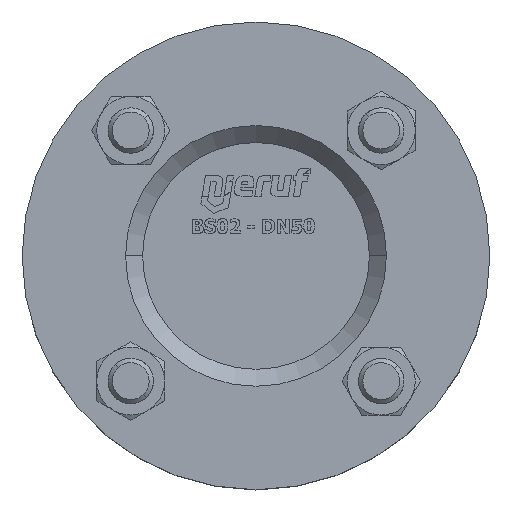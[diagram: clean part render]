
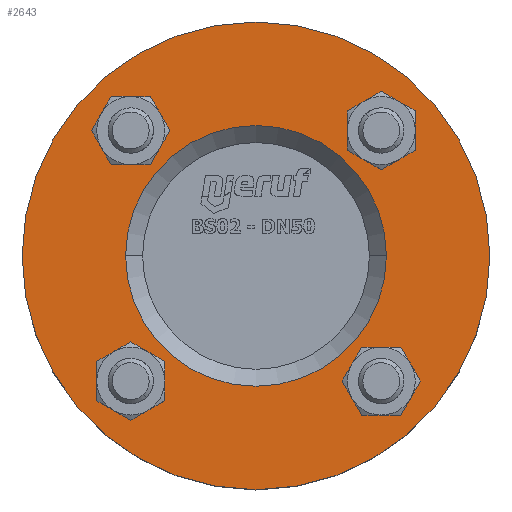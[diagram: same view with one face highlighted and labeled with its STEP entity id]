
A CAD part, top view. The second image highlights one B-rep face of the part: STEP entity #2643.
In plain terms, the highlighted planar face has unit normal (0, 0, 1).
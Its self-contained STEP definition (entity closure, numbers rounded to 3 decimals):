
#121 = EDGE_CURVE ( 'NONE', #6452, #2054, #9598, .T. ) ;
#130 = AXIS2_PLACEMENT_3D ( 'NONE', #4323, #9032, #11714 ) ;
#280 = FACE_BOUND ( 'NONE', #4186, .T. ) ;
#463 = DIRECTION ( 'NONE',  ( -1., 0., 0. ) ) ;
#553 = CARTESIAN_POINT ( 'NONE',  ( 44.194, 44.194, 16. ) ) ;
#781 = CARTESIAN_POINT ( 'NONE',  ( 52.694, -44.194, 16. ) ) ;
#897 = AXIS2_PLACEMENT_3D ( 'NONE', #10280, #3269, #2112 ) ;
#988 = AXIS2_PLACEMENT_3D ( 'NONE', #553, #10098, #14788 ) ;
#1053 = EDGE_CURVE ( 'NONE', #3877, #5102, #6490, .T. ) ;
#1347 = FACE_BOUND ( 'NONE', #12186, .T. ) ;
#1382 = CIRCLE ( 'NONE', #897, 8.5 ) ;
#1492 = AXIS2_PLACEMENT_3D ( 'NONE', #12373, #4424, #11391 ) ;
#1504 = CARTESIAN_POINT ( 'NONE',  ( 0., 0., 16. ) ) ;
#1539 = DIRECTION ( 'NONE',  ( 0., 0., -1. ) ) ;
#1611 = CARTESIAN_POINT ( 'NONE',  ( 0., 0., 16. ) ) ;
#1642 = CARTESIAN_POINT ( 'NONE',  ( -35.694, -44.194, 16. ) ) ;
#1687 = CIRCLE ( 'NONE', #14202, 46. ) ;
#2054 = VERTEX_POINT ( 'NONE', #14102 ) ;
#2112 = DIRECTION ( 'NONE',  ( 1., 0., 0. ) ) ;
#2147 = CIRCLE ( 'NONE', #12717, 8.5 ) ;
#2220 = CIRCLE ( 'NONE', #8113, 8.5 ) ;
#2632 = AXIS2_PLACEMENT_3D ( 'NONE', #1611, #1539, #463 ) ;
#2643 = ADVANCED_FACE ( 'NONE', ( #280, #5021, #6099, #1347, #2650, #13039 ), #4946, .T. ) ;
#2650 = FACE_BOUND ( 'NONE', #8594, .T. ) ;
#3034 = AXIS2_PLACEMENT_3D ( 'NONE', #5138, #9860, #7375 ) ;
#3036 = VERTEX_POINT ( 'NONE', #1642 ) ;
#3135 = EDGE_CURVE ( 'NONE', #11795, #9565, #14123, .T. ) ;
#3268 = EDGE_CURVE ( 'NONE', #5102, #3877, #9348, .T. ) ;
#3269 = DIRECTION ( 'NONE',  ( 0., 0., 1. ) ) ;
#3376 = ORIENTED_EDGE ( 'NONE', *, *, #6972, .F. ) ;
#3428 = VERTEX_POINT ( 'NONE', #781 ) ;
#3479 = EDGE_CURVE ( 'NONE', #9565, #11795, #2220, .T. ) ;
#3877 = VERTEX_POINT ( 'NONE', #13962 ) ;
#4186 = EDGE_LOOP ( 'NONE', ( #10622, #4269 ) ) ;
#4269 = ORIENTED_EDGE ( 'NONE', *, *, #9846, .F. ) ;
#4323 = CARTESIAN_POINT ( 'NONE',  ( -44.194, 44.194, 16. ) ) ;
#4393 = DIRECTION ( 'NONE',  ( 0., 0., -1. ) ) ;
#4424 = DIRECTION ( 'NONE',  ( 0., 0., 1. ) ) ;
#4675 = ORIENTED_EDGE ( 'NONE', *, *, #13875, .F. ) ;
#4714 = DIRECTION ( 'NONE',  ( 1., 0., 0. ) ) ;
#4745 = CARTESIAN_POINT ( 'NONE',  ( -35.694, 44.194, 16. ) ) ;
#4862 = DIRECTION ( 'NONE',  ( 1., 0., 0. ) ) ;
#4946 = PLANE ( 'NONE',  #12672 ) ;
#4962 = ORIENTED_EDGE ( 'NONE', *, *, #3135, .F. ) ;
#5021 = FACE_BOUND ( 'NONE', #10424, .T. ) ;
#5102 = VERTEX_POINT ( 'NONE', #14988 ) ;
#5138 = CARTESIAN_POINT ( 'NONE',  ( 44.194, 44.194, 16. ) ) ;
#5834 = CARTESIAN_POINT ( 'NONE',  ( 0., 0., 16. ) ) ;
#6024 = DIRECTION ( 'NONE',  ( 0., 0., 1. ) ) ;
#6099 = FACE_BOUND ( 'NONE', #8955, .T. ) ;
#6332 = ORIENTED_EDGE ( 'NONE', *, *, #12883, .F. ) ;
#6336 = VERTEX_POINT ( 'NONE', #9982 ) ;
#6431 = ORIENTED_EDGE ( 'NONE', *, *, #1053, .F. ) ;
#6452 = VERTEX_POINT ( 'NONE', #9422 ) ;
#6490 = CIRCLE ( 'NONE', #3034, 8.5 ) ;
#6570 = CARTESIAN_POINT ( 'NONE',  ( 82.5, 0., 16. ) ) ;
#6972 = EDGE_CURVE ( 'NONE', #6336, #14187, #12229, .T. ) ;
#7016 = CIRCLE ( 'NONE', #15144, 8.5 ) ;
#7126 = AXIS2_PLACEMENT_3D ( 'NONE', #10731, #13164, #13243 ) ;
#7375 = DIRECTION ( 'NONE',  ( 1., 0., 0. ) ) ;
#7505 = CARTESIAN_POINT ( 'NONE',  ( 44.194, -44.194, 16. ) ) ;
#8033 = ORIENTED_EDGE ( 'NONE', *, *, #121, .T. ) ;
#8113 = AXIS2_PLACEMENT_3D ( 'NONE', #9016, #11554, #4714 ) ;
#8360 = VERTEX_POINT ( 'NONE', #12447 ) ;
#8433 = DIRECTION ( 'NONE',  ( 1., 0., 0. ) ) ;
#8443 = EDGE_LOOP ( 'NONE', ( #3376, #9015 ) ) ;
#8496 = CARTESIAN_POINT ( 'NONE',  ( -52.694, 44.194, 16. ) ) ;
#8594 = EDGE_LOOP ( 'NONE', ( #14759, #8033 ) ) ;
#8787 = CARTESIAN_POINT ( 'NONE',  ( -52.694, -44.194, 16. ) ) ;
#8955 = EDGE_LOOP ( 'NONE', ( #6431, #9584 ) ) ;
#9015 = ORIENTED_EDGE ( 'NONE', *, *, #14376, .F. ) ;
#9016 = CARTESIAN_POINT ( 'NONE',  ( -44.194, 44.194, 16. ) ) ;
#9032 = DIRECTION ( 'NONE',  ( 0., 0., 1. ) ) ;
#9116 = DIRECTION ( 'NONE',  ( 1., 0., 0. ) ) ;
#9120 = ORIENTED_EDGE ( 'NONE', *, *, #3479, .F. ) ;
#9331 = DIRECTION ( 'NONE',  ( 0., 0., 1. ) ) ;
#9348 = CIRCLE ( 'NONE', #988, 8.5 ) ;
#9422 = CARTESIAN_POINT ( 'NONE',  ( -46., 0., 16. ) ) ;
#9565 = VERTEX_POINT ( 'NONE', #8496 ) ;
#9584 = ORIENTED_EDGE ( 'NONE', *, *, #3268, .F. ) ;
#9598 = CIRCLE ( 'NONE', #10583, 46. ) ;
#9846 = EDGE_CURVE ( 'NONE', #9977, #3036, #1382, .T. ) ;
#9860 = DIRECTION ( 'NONE',  ( 0., 0., 1. ) ) ;
#9977 = VERTEX_POINT ( 'NONE', #8787 ) ;
#9982 = CARTESIAN_POINT ( 'NONE',  ( -82.5, 0., 16. ) ) ;
#10098 = DIRECTION ( 'NONE',  ( 0., 0., 1. ) ) ;
#10280 = CARTESIAN_POINT ( 'NONE',  ( -44.194, -44.194, 16. ) ) ;
#10424 = EDGE_LOOP ( 'NONE', ( #6332, #4675 ) ) ;
#10565 = DIRECTION ( 'NONE',  ( -1., 0., 0. ) ) ;
#10583 = AXIS2_PLACEMENT_3D ( 'NONE', #5834, #4393, #10565 ) ;
#10622 = ORIENTED_EDGE ( 'NONE', *, *, #11363, .F. ) ;
#10731 = CARTESIAN_POINT ( 'NONE',  ( 0., 0., 16. ) ) ;
#10900 = DIRECTION ( 'NONE',  ( -1., 0., 0. ) ) ;
#11363 = EDGE_CURVE ( 'NONE', #3036, #9977, #2147, .T. ) ;
#11391 = DIRECTION ( 'NONE',  ( 1., 0., 0. ) ) ;
#11506 = CARTESIAN_POINT ( 'NONE',  ( -44.194, -44.194, 16. ) ) ;
#11554 = DIRECTION ( 'NONE',  ( 0., 0., 1. ) ) ;
#11714 = DIRECTION ( 'NONE',  ( 1., 0., 0. ) ) ;
#11795 = VERTEX_POINT ( 'NONE', #4745 ) ;
#11910 = CARTESIAN_POINT ( 'NONE',  ( 0., 46., 16. ) ) ;
#12186 = EDGE_LOOP ( 'NONE', ( #4962, #9120 ) ) ;
#12212 = DIRECTION ( 'NONE',  ( 0., 0., 1. ) ) ;
#12229 = CIRCLE ( 'NONE', #2632, 82.5 ) ;
#12373 = CARTESIAN_POINT ( 'NONE',  ( 44.194, -44.194, 16. ) ) ;
#12447 = CARTESIAN_POINT ( 'NONE',  ( 35.694, -44.194, 16. ) ) ;
#12475 = EDGE_CURVE ( 'NONE', #2054, #6452, #1687, .T. ) ;
#12672 = AXIS2_PLACEMENT_3D ( 'NONE', #11910, #6024, #4862 ) ;
#12717 = AXIS2_PLACEMENT_3D ( 'NONE', #11506, #9331, #9116 ) ;
#12883 = EDGE_CURVE ( 'NONE', #3428, #8360, #7016, .T. ) ;
#13039 = FACE_OUTER_BOUND ( 'NONE', #8443, .T. ) ;
#13164 = DIRECTION ( 'NONE',  ( 0., 0., -1. ) ) ;
#13243 = DIRECTION ( 'NONE',  ( -1., 0., 0. ) ) ;
#13261 = DIRECTION ( 'NONE',  ( 0., 0., -1. ) ) ;
#13782 = CIRCLE ( 'NONE', #7126, 82.5 ) ;
#13875 = EDGE_CURVE ( 'NONE', #8360, #3428, #14798, .T. ) ;
#13962 = CARTESIAN_POINT ( 'NONE',  ( 52.694, 44.194, 16. ) ) ;
#14102 = CARTESIAN_POINT ( 'NONE',  ( 46., 0., 16. ) ) ;
#14123 = CIRCLE ( 'NONE', #130, 8.5 ) ;
#14187 = VERTEX_POINT ( 'NONE', #6570 ) ;
#14202 = AXIS2_PLACEMENT_3D ( 'NONE', #1504, #13261, #10900 ) ;
#14376 = EDGE_CURVE ( 'NONE', #14187, #6336, #13782, .T. ) ;
#14759 = ORIENTED_EDGE ( 'NONE', *, *, #12475, .T. ) ;
#14788 = DIRECTION ( 'NONE',  ( 1., 0., 0. ) ) ;
#14798 = CIRCLE ( 'NONE', #1492, 8.5 ) ;
#14988 = CARTESIAN_POINT ( 'NONE',  ( 35.694, 44.194, 16. ) ) ;
#15144 = AXIS2_PLACEMENT_3D ( 'NONE', #7505, #12212, #8433 ) ;
